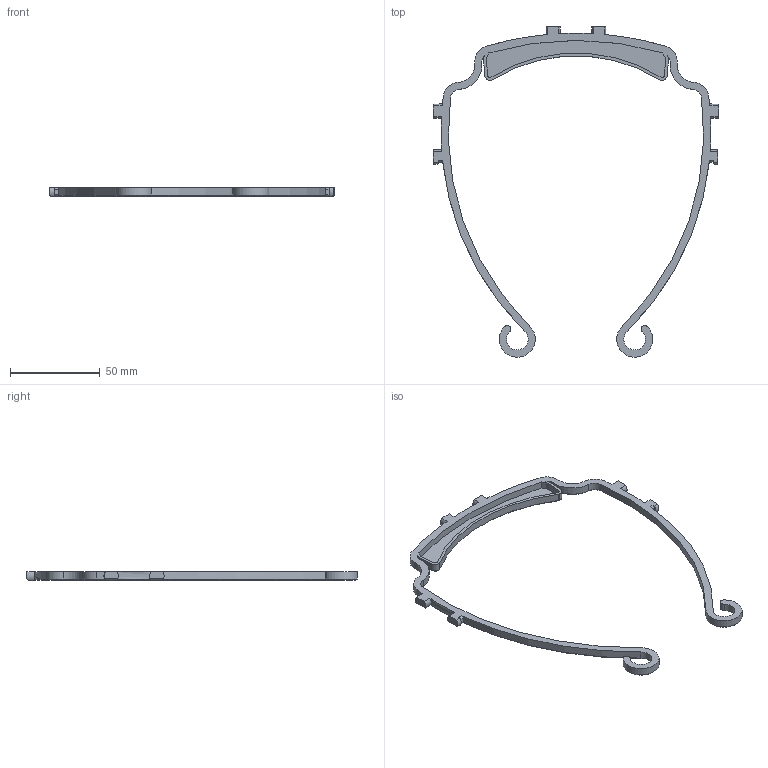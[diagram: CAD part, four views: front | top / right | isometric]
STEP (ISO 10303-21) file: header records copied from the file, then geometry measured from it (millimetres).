
FILE_DESCRIPTION(/* description */ (''),/* implementation_level */ '2;1');
FILE_NAME(/* name */ 'Visor_Frame_NORTH_AMERICA_V3.step',/* time_stamp */ '2020-03-26T23:01:34+01:00',/* author */ (''),/* organization */ (''),/* preprocessor_version */ 'ST-DEVELOPER v18',/* originating_system */ 'Autodesk Translation Framework v8.12.0.6',/* authorisation */ '');
FILE_SCHEMA (('AUTOMOTIVE_DESIGN { 1 0 10303 214 3 1 1 }'));
Length unit declared in the file: millimetre
Products named in the file (1): Visor Frame
Bounding box: 158.54 x 183.59 x 5 mm (x, y, z)
Volume: 13311.3 mm3; surface area: 13121.2 mm2
Topology: 1 solids, 1 shells, 128 faces, 341 edges, 216 vertices
Faces by surface type: cylinder 56, cone 36, plane 34, bspline 2
Entity records: 4156 total; most frequent: CARTESIAN_POINT 853, DIRECTION 729, ORIENTED_EDGE 682, EDGE_CURVE 341, AXIS2_PLACEMENT_3D 287, VERTEX_POINT 216, LINE 155, VECTOR 155
